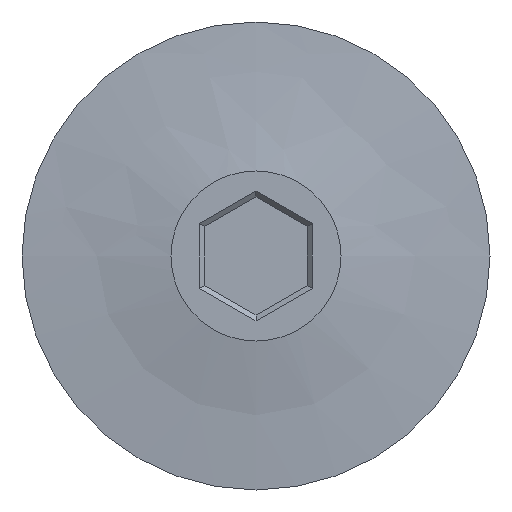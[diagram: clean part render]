
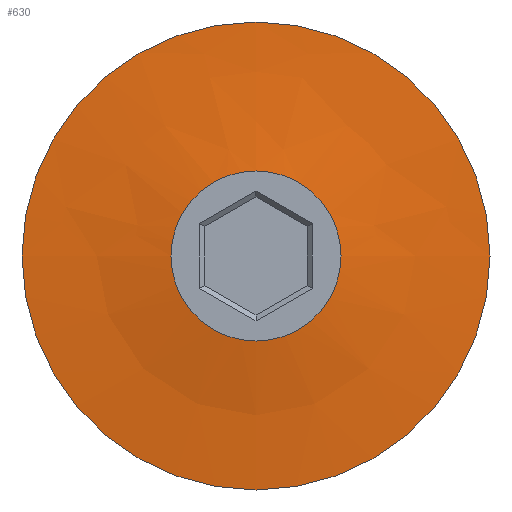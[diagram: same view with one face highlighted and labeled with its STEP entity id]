
A CAD part, left-side view. The second image highlights one B-rep face of the part: STEP entity #630.
In plain terms, the highlighted free-form (B-spline) face has degree [2, 2] with [3, 9] control points.
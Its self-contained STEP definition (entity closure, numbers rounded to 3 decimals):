
#22=(
BOUNDED_SURFACE()
B_SPLINE_SURFACE(2,2,((#1023,#1024,#1025,#1026,#1027,#1028,#1029,#1030,
#1031),(#1032,#1033,#1034,#1035,#1036,#1037,#1038,#1039,#1040),(#1041,#1042,
#1043,#1044,#1045,#1046,#1047,#1048,#1049)),.UNSPECIFIED.,.F.,.T.,.F.)
B_SPLINE_SURFACE_WITH_KNOTS((3,3),(3,2,2,2,3),(1.611,1.758),
(-3.142,-1.571,0.,1.571,3.142),
 .UNSPECIFIED.)
GEOMETRIC_REPRESENTATION_ITEM()
RATIONAL_B_SPLINE_SURFACE(((1.,0.707,1.,0.707,1.,
0.707,1.,0.707,1.),(0.997,0.705,
0.997,0.705,0.997,0.705,
0.997,0.705,0.997),(1.,0.707,
1.,0.707,1.,0.707,1.,0.707,1.)))
REPRESENTATION_ITEM('')
SURFACE()
);
#31=CIRCLE('',#682,5.);
#32=CIRCLE('',#687,60.);
#33=CIRCLE('',#688,13.75);
#34=CIRCLE('',#689,13.75);
#74=FACE_OUTER_BOUND('',#117,.T.);
#117=EDGE_LOOP('',(#525,#526,#527,#528,#529));
#304=VERTEX_POINT('',#1010);
#307=VERTEX_POINT('',#1050);
#308=VERTEX_POINT('',#1052);
#376=EDGE_CURVE('',#304,#304,#31,.T.);
#382=EDGE_CURVE('',#304,#307,#32,.T.);
#383=EDGE_CURVE('',#308,#307,#33,.T.);
#384=EDGE_CURVE('',#307,#308,#34,.T.);
#525=ORIENTED_EDGE('',*,*,#376,.T.);
#526=ORIENTED_EDGE('',*,*,#382,.T.);
#527=ORIENTED_EDGE('',*,*,#383,.F.);
#528=ORIENTED_EDGE('',*,*,#384,.F.);
#529=ORIENTED_EDGE('',*,*,#382,.F.);
#630=ADVANCED_FACE('',(#74),#22,.T.);
#682=AXIS2_PLACEMENT_3D('',#1011,#820,#821);
#687=AXIS2_PLACEMENT_3D('',#1051,#835,#836);
#688=AXIS2_PLACEMENT_3D('',#1053,#837,#838);
#689=AXIS2_PLACEMENT_3D('',#1054,#839,#840);
#820=DIRECTION('center_axis',(1.,0.,0.));
#821=DIRECTION('ref_axis',(0.,0.,-1.));
#835=DIRECTION('center_axis',(0.,-1.,0.));
#836=DIRECTION('ref_axis',(0.,0.,1.));
#837=DIRECTION('center_axis',(1.,0.,0.));
#838=DIRECTION('ref_axis',(0.,0.,-1.));
#839=DIRECTION('center_axis',(1.,0.,0.));
#840=DIRECTION('ref_axis',(0.,0.,-1.));
#1010=CARTESIAN_POINT('',(0.,0.,5.));
#1011=CARTESIAN_POINT('Origin',(0.,0.,0.));
#1023=CARTESIAN_POINT('Ctrl Pts',(1.,0.,13.75));
#1024=CARTESIAN_POINT('Ctrl Pts',(1.,-13.75,13.75));
#1025=CARTESIAN_POINT('Ctrl Pts',(1.,-13.75,0.));
#1026=CARTESIAN_POINT('Ctrl Pts',(1.,-13.75,-13.75));
#1027=CARTESIAN_POINT('Ctrl Pts',(1.,0.,-13.75));
#1028=CARTESIAN_POINT('Ctrl Pts',(1.,13.75,-13.75));
#1029=CARTESIAN_POINT('Ctrl Pts',(1.,13.75,0.));
#1030=CARTESIAN_POINT('Ctrl Pts',(1.,13.75,13.75));
#1031=CARTESIAN_POINT('Ctrl Pts',(1.,0.,13.75));
#1032=CARTESIAN_POINT('Ctrl Pts',(0.822,0.,9.338));
#1033=CARTESIAN_POINT('Ctrl Pts',(0.822,-9.338,9.338));
#1034=CARTESIAN_POINT('Ctrl Pts',(0.822,-9.338,0.));
#1035=CARTESIAN_POINT('Ctrl Pts',(0.822,-9.338,-9.338));
#1036=CARTESIAN_POINT('Ctrl Pts',(0.822,0.,-9.338));
#1037=CARTESIAN_POINT('Ctrl Pts',(0.822,9.338,-9.338));
#1038=CARTESIAN_POINT('Ctrl Pts',(0.822,9.338,0.));
#1039=CARTESIAN_POINT('Ctrl Pts',(0.822,9.338,9.338));
#1040=CARTESIAN_POINT('Ctrl Pts',(0.822,0.,9.338));
#1041=CARTESIAN_POINT('Ctrl Pts',(0.,0.,5.));
#1042=CARTESIAN_POINT('Ctrl Pts',(0.,-5.,5.));
#1043=CARTESIAN_POINT('Ctrl Pts',(0.,-5.,0.));
#1044=CARTESIAN_POINT('Ctrl Pts',(0.,-5.,-5.));
#1045=CARTESIAN_POINT('Ctrl Pts',(0.,0.,-5.));
#1046=CARTESIAN_POINT('Ctrl Pts',(0.,5.,-5.));
#1047=CARTESIAN_POINT('Ctrl Pts',(0.,5.,0.));
#1048=CARTESIAN_POINT('Ctrl Pts',(0.,5.,5.));
#1049=CARTESIAN_POINT('Ctrl Pts',(0.,0.,5.));
#1050=CARTESIAN_POINT('',(1.,0.,13.75));
#1051=CARTESIAN_POINT('Origin',(-58.951,0.,
16.169));
#1052=CARTESIAN_POINT('',(1.,-13.75,0.));
#1053=CARTESIAN_POINT('Origin',(1.,0.,0.));
#1054=CARTESIAN_POINT('Origin',(1.,0.,0.));
